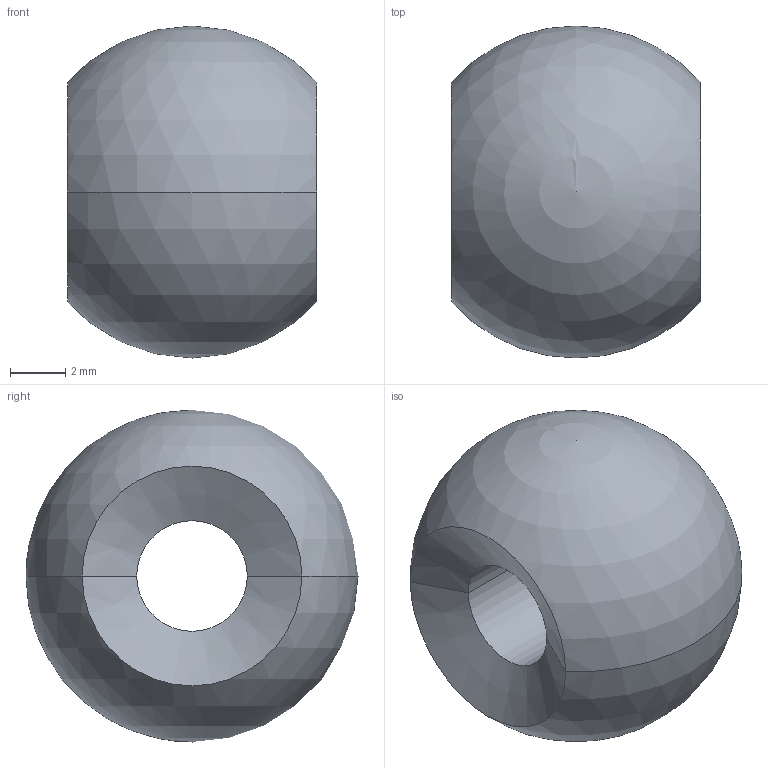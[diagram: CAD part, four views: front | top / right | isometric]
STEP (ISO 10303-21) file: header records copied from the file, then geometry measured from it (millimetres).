
FILE_DESCRIPTION (( 'STEP AP214' ), '1' );
FILE_NAME ('CE-8.1.1-01-006 (Bar Ends).STEP', '2022-03-02T21:42:26', ( '' ), ( '' ), 'SwSTEP 2.0', 'SolidWorks 2020', '' );
FILE_SCHEMA (( 'AUTOMOTIVE_DESIGN' ));
Length unit declared in the file: millimetre
Products named in the file (1): CE-8.1.1-01-006 (Bar Ends)
Bounding box: 9 x 12 x 12 mm (x, y, z)
Volume: 697.5 mm3; surface area: 518.1 mm2
Topology: 1 solids, 1 shells, 7 faces, 19 edges, 11 vertices
Faces by surface type: cylinder 2, cone 2, sphere 2, plane 1
Entity records: 224 total; most frequent: DIRECTION 40, CARTESIAN_POINT 30, ORIENTED_EDGE 28, AXIS2_PLACEMENT_3D 18, EDGE_CURVE 14, CIRCLE 10, EDGE_LOOP 8, VERTEX_POINT 8
